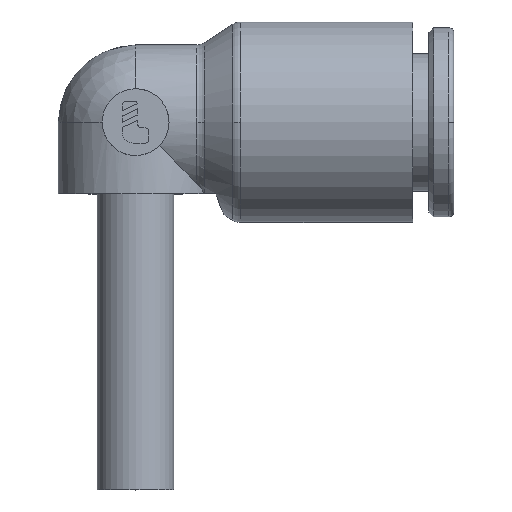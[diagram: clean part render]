
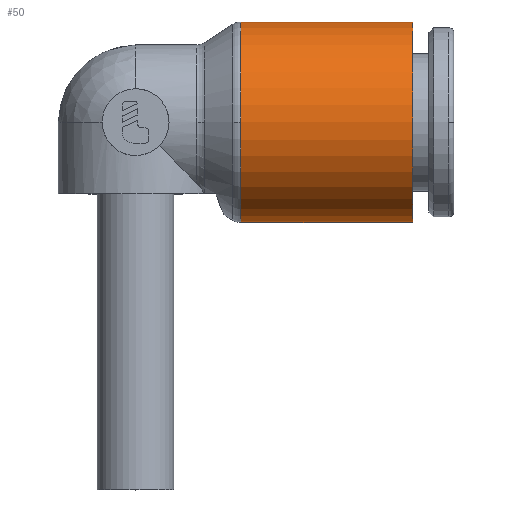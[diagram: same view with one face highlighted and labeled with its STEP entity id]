
A CAD part, top view. The second image highlights one B-rep face of the part: STEP entity #50.
In plain terms, the highlighted cylindrical face has radius 5.25 mm (diameter 10.5 mm), a partial arc.
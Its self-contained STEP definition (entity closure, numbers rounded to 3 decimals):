
#50=ADVANCED_FACE('',(#116),#117,.T.);
#116=FACE_OUTER_BOUND('',#246,.T.);
#117=CYLINDRICAL_SURFACE('',#247,5.25);
#246=EDGE_LOOP('',(#398,#399,#400,#401,#402));
#247=AXIS2_PLACEMENT_3D('',#403,#404,#405);
#398=ORIENTED_EDGE('',*,*,#885,.F.);
#399=ORIENTED_EDGE('',*,*,#886,.T.);
#400=ORIENTED_EDGE('',*,*,#887,.T.);
#401=ORIENTED_EDGE('',*,*,#888,.F.);
#402=ORIENTED_EDGE('',*,*,#889,.F.);
#403=CARTESIAN_POINT('',(10.0,0.0,0.0));
#404=DIRECTION('',(1.0,0.0,0.0));
#405=DIRECTION('',(0.0,1.0,0.0));
#885=EDGE_CURVE('',#1058,#1059,#1060,.T.);
#886=EDGE_CURVE('',#1058,#1061,#1062,.T.);
#887=EDGE_CURVE('',#1061,#1063,#1064,.T.);
#888=EDGE_CURVE('',#1065,#1063,#1066,.T.);
#889=EDGE_CURVE('',#1059,#1065,#1067,.T.);
#1058=VERTEX_POINT('',#1329);
#1059=VERTEX_POINT('',#1330);
#1060=LINE('',#1331,#1332);
#1061=VERTEX_POINT('',#1333);
#1062=CIRCLE('',#1334,5.25);
#1063=VERTEX_POINT('',#1335);
#1064=CIRCLE('',#1336,5.25);
#1065=VERTEX_POINT('',#1337);
#1066=LINE('',#1338,#1339);
#1067=CIRCLE('',#1340,5.25);
#1329=CARTESIAN_POINT('',(5.5,5.25,0.0));
#1330=CARTESIAN_POINT('',(14.5,5.25,0.0));
#1331=CARTESIAN_POINT('',(10.0,5.25,0.));
#1332=VECTOR('',#1968,1.0);
#1333=CARTESIAN_POINT('',(5.5,0.,5.25));
#1334=AXIS2_PLACEMENT_3D('',#1969,#1970,#1971);
#1335=CARTESIAN_POINT('',(5.5,-5.25,0.));
#1336=AXIS2_PLACEMENT_3D('',#1972,#1973,#1974);
#1337=CARTESIAN_POINT('',(14.5,-5.25,0.));
#1338=CARTESIAN_POINT('',(10.0,-5.25,0.));
#1339=VECTOR('',#1975,1.0);
#1340=AXIS2_PLACEMENT_3D('',#1976,#1977,#1978);
#1968=DIRECTION('',(1.0,0.0,0.0));
#1969=CARTESIAN_POINT('',(5.5,0.0,0.0));
#1970=DIRECTION('',(1.0,0.0,0.0));
#1971=DIRECTION('',(0.0,1.0,0.0));
#1972=CARTESIAN_POINT('',(5.5,0.0,0.0));
#1973=DIRECTION('',(1.0,0.0,0.0));
#1974=DIRECTION('',(0.0,1.0,0.0));
#1975=DIRECTION('',(-1.0,-0.0,-0.0));
#1976=CARTESIAN_POINT('',(14.5,0.0,0.0));
#1977=DIRECTION('',(1.0,0.0,0.0));
#1978=DIRECTION('',(0.0,1.0,0.0));
